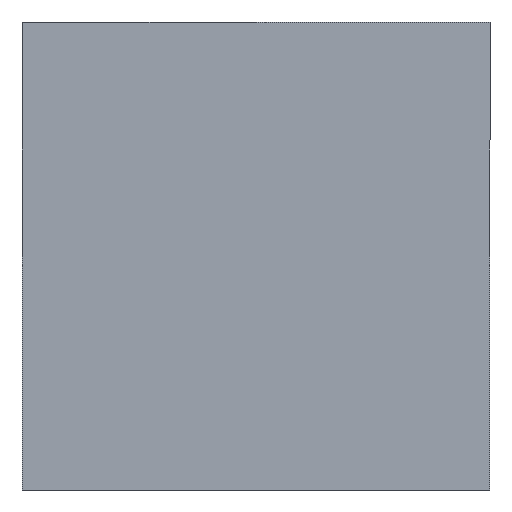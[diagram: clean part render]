
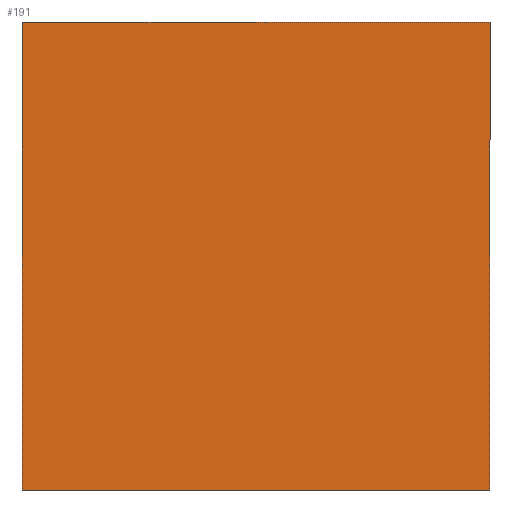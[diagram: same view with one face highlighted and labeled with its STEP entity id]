
A CAD part, front view. The second image highlights one B-rep face of the part: STEP entity #191.
In plain terms, the highlighted planar face has unit normal (0, -1, 0).
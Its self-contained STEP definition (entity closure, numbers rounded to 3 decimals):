
#10 = VERTEX_POINT ( 'NONE', #183 ) ;
#18 = EDGE_CURVE ( 'NONE', #159, #41, #194, .T. ) ;
#28 = CARTESIAN_POINT ( 'NONE',  ( 25., 0., -25. ) ) ;
#31 = DIRECTION ( 'NONE',  ( -1., 0., 0. ) ) ;
#41 = VERTEX_POINT ( 'NONE', #141 ) ;
#43 = VECTOR ( 'NONE', #31, 1000. ) ;
#47 = VERTEX_POINT ( 'NONE', #131 ) ;
#55 = ORIENTED_EDGE ( 'NONE', *, *, #72, .F. ) ;
#61 = VECTOR ( 'NONE', #79, 1000. ) ;
#68 = CARTESIAN_POINT ( 'NONE',  ( 25., 0., 25. ) ) ;
#72 = EDGE_CURVE ( 'NONE', #10, #159, #126, .T. ) ;
#74 = CARTESIAN_POINT ( 'NONE',  ( -25., 0., 25. ) ) ;
#79 = DIRECTION ( 'NONE',  ( 0., 0., 1. ) ) ;
#83 = CARTESIAN_POINT ( 'NONE',  ( -25., 0., -25. ) ) ;
#84 = VECTOR ( 'NONE', #202, 1000. ) ;
#90 = DIRECTION ( 'NONE',  ( 1., 0., 0. ) ) ;
#108 = FACE_OUTER_BOUND ( 'NONE', #158, .T. ) ;
#113 = DIRECTION ( 'NONE',  ( 0., 0., 1. ) ) ;
#116 = CARTESIAN_POINT ( 'NONE',  ( 0., 0., 0. ) ) ;
#118 = CARTESIAN_POINT ( 'NONE',  ( -25., 0., -25. ) ) ;
#119 = LINE ( 'NONE', #118, #43 ) ;
#123 = ORIENTED_EDGE ( 'NONE', *, *, #18, .F. ) ;
#124 = LINE ( 'NONE', #83, #61 ) ;
#126 = LINE ( 'NONE', #74, #161 ) ;
#131 = CARTESIAN_POINT ( 'NONE',  ( -25., 0., -25. ) ) ;
#141 = CARTESIAN_POINT ( 'NONE',  ( 25., 0., -25. ) ) ;
#158 = EDGE_LOOP ( 'NONE', ( #123, #55, #178, #169 ) ) ;
#159 = VERTEX_POINT ( 'NONE', #68 ) ;
#161 = VECTOR ( 'NONE', #90, 1000. ) ;
#169 = ORIENTED_EDGE ( 'NONE', *, *, #177, .F. ) ;
#173 = AXIS2_PLACEMENT_3D ( 'NONE', #116, #185, #113 ) ;
#177 = EDGE_CURVE ( 'NONE', #41, #47, #119, .T. ) ;
#178 = ORIENTED_EDGE ( 'NONE', *, *, #192, .F. ) ;
#183 = CARTESIAN_POINT ( 'NONE',  ( -25., 0., 25. ) ) ;
#185 = DIRECTION ( 'NONE',  ( 0., 1., 0. ) ) ;
#186 = PLANE ( 'NONE',  #173 ) ;
#191 = ADVANCED_FACE ( 'NONE', ( #108 ), #186, .F. ) ;
#192 = EDGE_CURVE ( 'NONE', #47, #10, #124, .T. ) ;
#194 = LINE ( 'NONE', #28, #84 ) ;
#202 = DIRECTION ( 'NONE',  ( 0., 0., -1. ) ) ;
